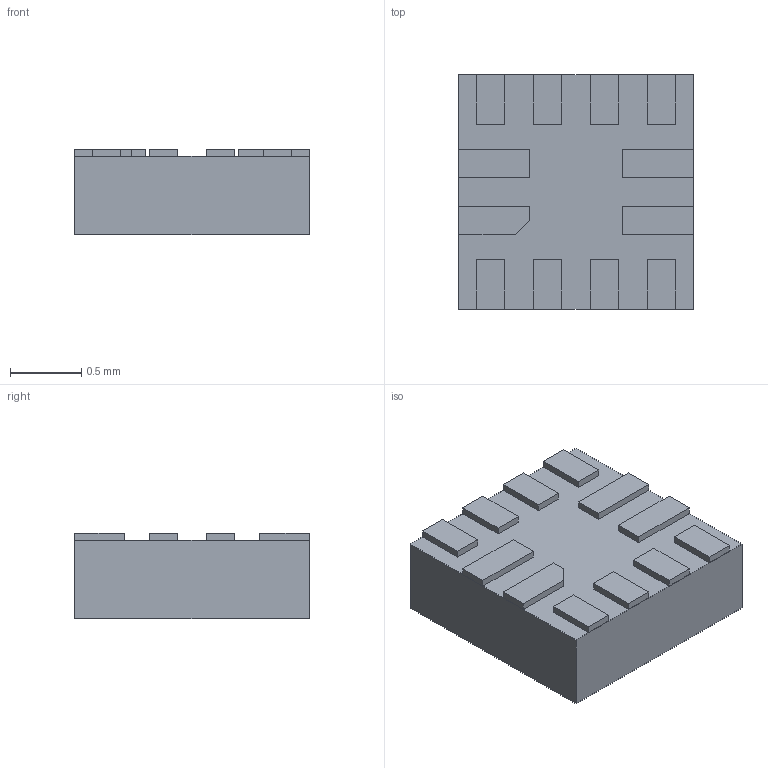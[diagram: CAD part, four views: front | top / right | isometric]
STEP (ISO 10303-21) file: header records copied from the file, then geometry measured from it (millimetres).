
FILE_DESCRIPTION (( 'STEP AP214' ), '1' );
FILE_NAME ('X2QFN-12.STEP', '2019-04-15T23:55:49', ( '' ), ( '' ), 'SwSTEP 2.0', 'SolidWorks 2018', '' );
FILE_SCHEMA (( 'AUTOMOTIVE_DESIGN' ));
Length unit declared in the file: millimetre
Products named in the file (15): User Library-X2QFN-12_1.65_X2QFN-10_2X1_5MM_STEP.ASM.STEP; User Library-X2QFN-12_1.65_IMPORTED3_PRT.PRT.STEP; X2QFN-12.STEP; User Library-X2QFN-12_1.65_SOLID1_PRT.PRT.STEP; User Library-X2QFN-12_1.65_SOLID2_PRT.PRT.STEP; User Library-X2QFN-12_1.65_IMPORTED9_PRT.PRT.STEP; User Library-X2QFN-12_1.65_IMPORTED10_PRT.PRT.STEP; User Library-X2QFN-12_1.65_IMPORTED7_PRT.PRT.STEP; User Library-X2QFN-12_1.65_USER_LIBRARY-QFN-10_2X1_5MM_ASM.ASM.STEP; User Library-X2QFN-12_1.65_IMPORTED4_PRT.PRT.STEP; User Library-X2QFN-12_1.65_IMPORTED5_PRT.PRT.STEP; User Library-X2QFN-12_1.65_IMPORTED6_PRT.PRT.STEP; X2QFN-12; User Library-X2QFN-12_1.65_IMPORTED11_PRT.PRT.STEP; User Library-X2QFN-12_1.65_IMPORTED8_PRT.PRT.STEP
Assembly tree (16 placements, depth 5):
  X2QFN-12
    X2QFN-12.STEP
      User Library-X2QFN-12_1.65_X2QFN-10_2X1_5MM_STEP.ASM.STEP
        User Library-X2QFN-12_1.65_USER_LIBRARY-QFN-10_2X1_5MM_ASM.ASM.STEP
          User Library-X2QFN-12_1.65_IMPORTED4_PRT.PRT.STEP  x2
          User Library-X2QFN-12_1.65_IMPORTED7_PRT.PRT.STEP
          User Library-X2QFN-12_1.65_SOLID1_PRT.PRT.STEP
          User Library-X2QFN-12_1.65_IMPORTED11_PRT.PRT.STEP
          User Library-X2QFN-12_1.65_IMPORTED10_PRT.PRT.STEP
          User Library-X2QFN-12_1.65_IMPORTED5_PRT.PRT.STEP
          User Library-X2QFN-12_1.65_IMPORTED8_PRT.PRT.STEP
          User Library-X2QFN-12_1.65_IMPORTED3_PRT.PRT.STEP
          User Library-X2QFN-12_1.65_IMPORTED6_PRT.PRT.STEP
          User Library-X2QFN-12_1.65_IMPORTED9_PRT.PRT.STEP
          User Library-X2QFN-12_1.65_SOLID2_PRT.PRT.STEP  x2
Bounding box: 1.65 x 1.65 x 0.6 mm (x, y, z)
Volume: 1.5 mm3; surface area: 11.7 mm2
Topology: 13 solids, 13 shells, 79 faces, 159 edges, 106 vertices
Faces by surface type: plane 79
Entity records: 2903 total; most frequent: CARTESIAN_POINT 314, DIRECTION 313, ORIENTED_EDGE 270, VECTOR 135, EDGE_CURVE 135, LINE 135, UNCERTAINTY_MEASURE_WITH_UNIT 91, VERTEX_POINT 90
